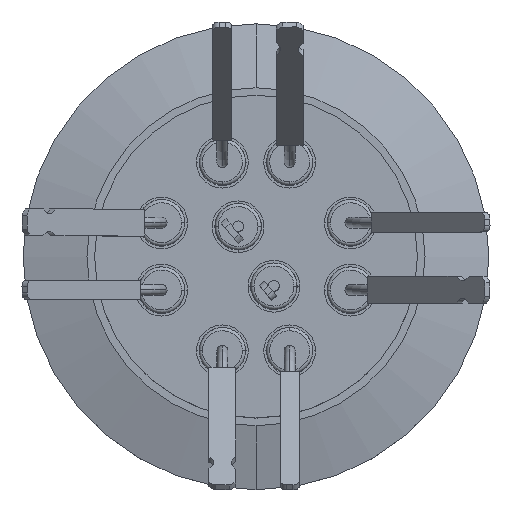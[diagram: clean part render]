
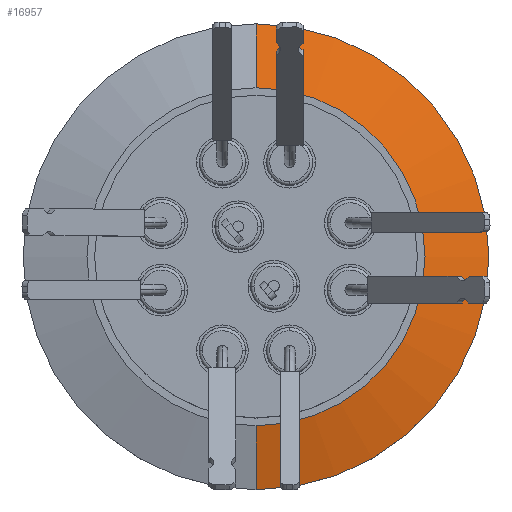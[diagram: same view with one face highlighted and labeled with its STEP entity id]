
A CAD part, top view. The second image highlights one B-rep face of the part: STEP entity #16957.
In plain terms, the highlighted conical face has half-angle 75 degrees and reference radius 27.445 mm.
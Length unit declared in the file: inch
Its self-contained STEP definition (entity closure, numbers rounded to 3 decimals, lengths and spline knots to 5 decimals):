
#282 = AXIS2_PLACEMENT_3D ( 'NONE', #13538, #13539, #13540 ) ;
#288 = CIRCLE ( 'NONE', #282, 1.08053 ) ;
#300 = AXIS2_PLACEMENT_3D ( 'NONE', #13491, #13489, #13485 ) ;
#301 = CONICAL_SURFACE ( 'NONE', #300, 1.08053, 1.309 ) ;
#5680 = VERTEX_POINT ( 'NONE', #9565 ) ;
#5683 = VERTEX_POINT ( 'NONE', #9568 ) ;
#5686 = VERTEX_POINT ( 'NONE', #9571 ) ;
#5687 = VERTEX_POINT ( 'NONE', #9572 ) ;
#5688 = VERTEX_POINT ( 'NONE', #9573 ) ;
#6840 = EDGE_LOOP ( 'NONE', ( #21841, #21842, #18100, #18101, #18102 ) ) ;
#8652 = EDGE_CURVE ( 'NONE', #5686, #5688, #9985, .T. ) ;
#8653 = EDGE_CURVE ( 'NONE', #5687, #5680, #20318, .T. ) ;
#8654 = EDGE_CURVE ( 'NONE', #5683, #5680, #9999, .T. ) ;
#8655 = EDGE_CURVE ( 'NONE', #5686, #5683, #20315, .T. ) ;
#9565 = CARTESIAN_POINT ( 'NONE',  ( 0.06054, -1.0454, 0.01986 ) ) ;
#9568 = CARTESIAN_POINT ( 'NONE',  ( 0.06054, -0.7488, 0.09933 ) ) ;
#9571 = CARTESIAN_POINT ( 'NONE',  ( 0.06054, 0.81907, 0.09933 ) ) ;
#9572 = CARTESIAN_POINT ( 'NONE',  ( 1.14107, 0.03513, 0.01986 ) ) ;
#9573 = CARTESIAN_POINT ( 'NONE',  ( 0.06054, 1.11567, 0.01986 ) ) ;
#9980 = CARTESIAN_POINT ( 'NONE',  ( 0.06054, 1.11567, 0.01986 ) ) ;
#9985 = LINE ( 'NONE', #9980, #20319 ) ;
#9991 = CARTESIAN_POINT ( 'NONE',  ( 0.06054, -1.0454, 0.01986 ) ) ;
#9993 = DIRECTION ( 'NONE',  ( 0., 0.966, -0.259 ) ) ;
#9999 = LINE ( 'NONE', #9991, #20316 ) ;
#10000 = CARTESIAN_POINT ( 'NONE',  ( 0.06054, 0.03513, 0.01986 ) ) ;
#10002 = DIRECTION ( 'NONE',  ( 0., 0., -1. ) ) ;
#10003 = DIRECTION ( 'NONE',  ( 1., 0., 0. ) ) ;
#10006 = DIRECTION ( 'NONE',  ( 0., -0.966, -0.259 ) ) ;
#10010 = CARTESIAN_POINT ( 'NONE',  ( 0.06054, 0.03513, 0.09933 ) ) ;
#10012 = DIRECTION ( 'NONE',  ( 0., 0., -1. ) ) ;
#10013 = DIRECTION ( 'NONE',  ( 0., 1., 0. ) ) ;
#13485 = DIRECTION ( 'NONE',  ( 0., 1., 0. ) ) ;
#13488 = FACE_OUTER_BOUND ( 'NONE', #6840, .T. ) ;
#13489 = DIRECTION ( 'NONE',  ( 0., 0., -1. ) ) ;
#13491 = CARTESIAN_POINT ( 'NONE',  ( 0.06054, 0.03513, 0.01986 ) ) ;
#13538 = CARTESIAN_POINT ( 'NONE',  ( 0.06054, 0.03513, 0.01986 ) ) ;
#13539 = DIRECTION ( 'NONE',  ( 0., 0., -1. ) ) ;
#13540 = DIRECTION ( 'NONE',  ( 1., 0., 0. ) ) ;
#16957 = ADVANCED_FACE ( 'NONE', ( #13488 ), #301, .T. ) ;
#16969 = EDGE_CURVE ( 'NONE', #5688, #5687, #288, .T. ) ;
#18100 = ORIENTED_EDGE ( 'NONE', *, *, #8653, .F. ) ;
#18101 = ORIENTED_EDGE ( 'NONE', *, *, #16969, .F. ) ;
#18102 = ORIENTED_EDGE ( 'NONE', *, *, #8652, .F. ) ;
#20311 = AXIS2_PLACEMENT_3D ( 'NONE', #10010, #10012, #10013 ) ;
#20314 = AXIS2_PLACEMENT_3D ( 'NONE', #10000, #10002, #10003 ) ;
#20315 = CIRCLE ( 'NONE', #20311, 0.78394 ) ;
#20316 = VECTOR ( 'NONE', #10006, 39.37008 ) ;
#20318 = CIRCLE ( 'NONE', #20314, 1.08053 ) ;
#20319 = VECTOR ( 'NONE', #9993, 39.37008 ) ;
#21841 = ORIENTED_EDGE ( 'NONE', *, *, #8655, .T. ) ;
#21842 = ORIENTED_EDGE ( 'NONE', *, *, #8654, .T. ) ;
